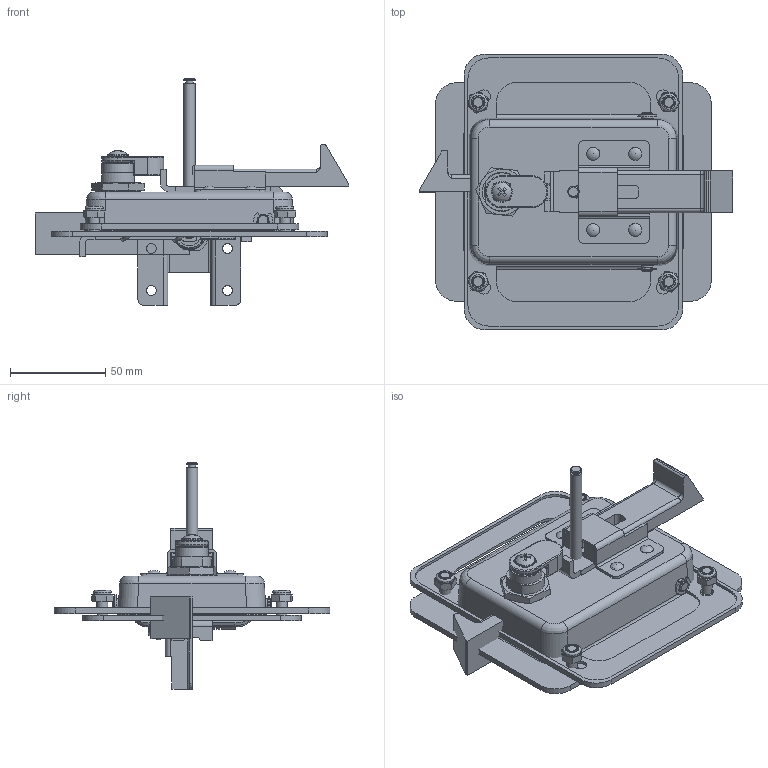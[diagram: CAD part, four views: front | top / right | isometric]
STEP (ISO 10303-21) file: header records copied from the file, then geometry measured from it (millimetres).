
FILE_DESCRIPTION( ( 'STEP AP203' ), '1' );
FILE_NAME( ' ', ' ', ( ' ' ), ( ' ' ), 'PSStep 10.0', ' ', ' ' );
FILE_SCHEMA( ( 'CONFIG_CONTROL_DESIGN' ) );
Length unit declared in the file: millimetre
Products named in the file (22): Assem1; 1; 2; 3; 4; 5; 6; 7; 8; 9; 10; 11; 12; 13; 14; 15; 16; 17; 18; 19; 20; 21
Bounding box: 164.3 x 144.6 x 118.6 mm (x, y, z)
Volume: 185221.1 mm3; surface area: 203112.9 mm2
Topology: 58 solids, 58 shells, 1982 faces, 5130 edges, 3240 vertices
Faces by surface type: plane 978, cylinder 570, cone 169, bspline 112, torus 100, sphere 29, extrusion 24
Full cylindrical faces by diameter (mm): 3 x5, 3.3 x2, 3.8 x4, 4.2 x2, 4.8 x2, 4.9 x5, 5 x10, 5.1 x16, 5.2 x5, 5.8 x5, 6 x16, 6.1 x8, 6.5 x8, 7 x8, 7.1 x10, 8 x5, 9.5 x5, 11 x2, 12.2 x2, 15 x2, 15.1 x2, 15.7 x2, 16.2 x2, 17 x2, 18.7 x2, 23 x2
Entity records: 26987 total; most frequent: CARTESIAN_POINT 6863, DIRECTION 4012, ORIENTED_EDGE 3888, EDGE_CURVE 1944, AXIS2_PLACEMENT_3D 1460, VERTEX_POINT 1286, VECTOR 1092, LINE 1080
